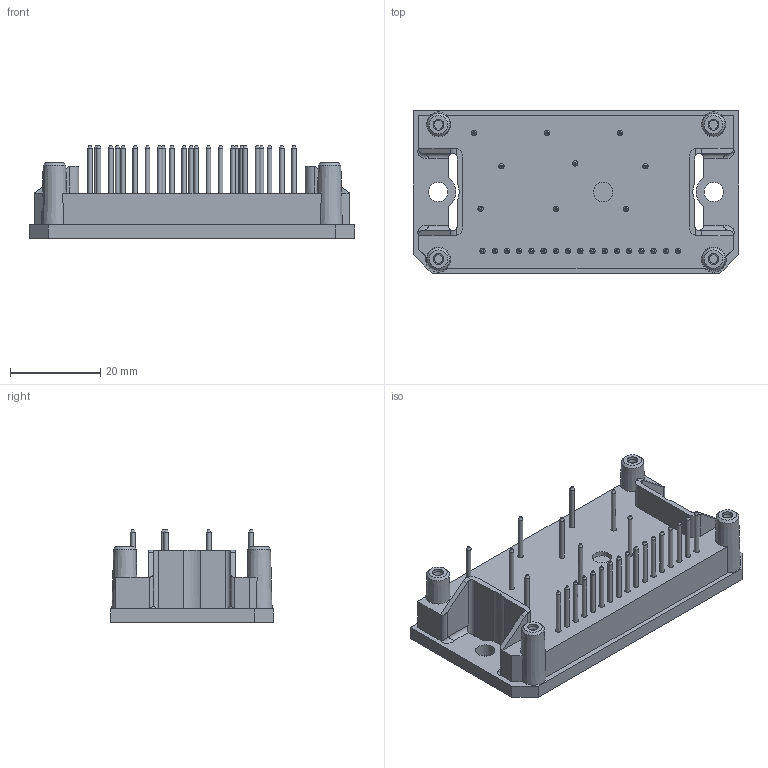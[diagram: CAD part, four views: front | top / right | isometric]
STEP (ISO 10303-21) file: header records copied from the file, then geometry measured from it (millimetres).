
FILE_DESCRIPTION( ( 'Unknown' ), '1' );
FILE_NAME( 'Part8.stp', 'Unknown', ( 'Unknown' ), ( 'Unknown' ), 'PSStep 17.0.49', 'Unknown', ' ' );
FILE_SCHEMA( ( 'AUTOMOTIVE_DESIGN { 1 0 10303 214 1 1 1 1 }' ) );
Length unit declared in the file: millimetre
Products named in the file (1): FLOW1B-4T17W-L570-01-H
Bounding box: 72 x 36 x 20.63 mm (x, y, z)
Volume: 21740.6 mm3; surface area: 10838.5 mm2
Topology: 1 solids, 27 shells, 360 faces, 753 edges, 499 vertices
Faces by surface type: plane 202, cylinder 115, cone 39, bspline 4
Full cylindrical faces by diameter (mm): 0.35 x26, 1 x26, 1.2 x26, 2 x4, 2.4 x4, 4.3 x3
Entity records: 11486 total; most frequent: CARTESIAN_POINT 1688, DIRECTION 1510, ORIENTED_EDGE 1108, AXIS2_PLACEMENT_3D 628, EDGE_CURVE 554, EDGE_LOOP 550, FACE_OUTER_BOUND 448, VERTEX_POINT 432
